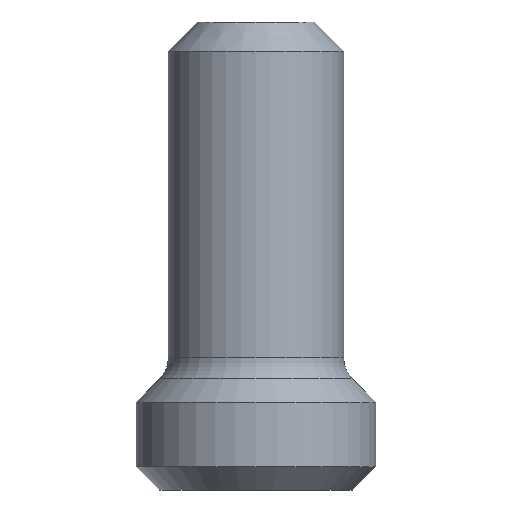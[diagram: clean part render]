
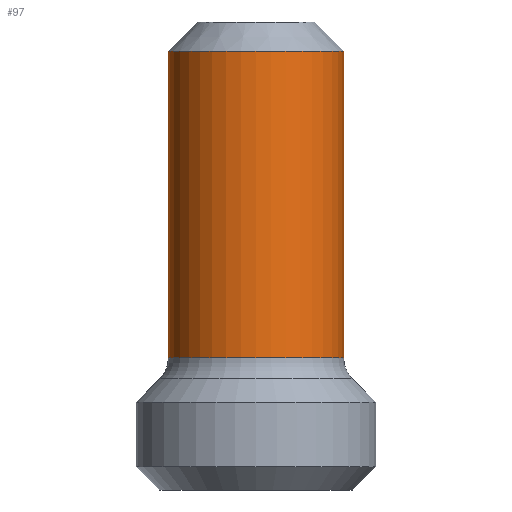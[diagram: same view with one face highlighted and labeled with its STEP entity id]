
A CAD part, front view. The second image highlights one B-rep face of the part: STEP entity #97.
In plain terms, the highlighted cylindrical face has radius 1.5 mm (diameter 3 mm), a partial arc.
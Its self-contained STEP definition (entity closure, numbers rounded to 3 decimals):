
#54=CYLINDRICAL_SURFACE('',#550,1.5);
#97=ADVANCED_FACE('',(#130),#54,.T.);
#130=FACE_OUTER_BOUND('',#159,.T.);
#159=EDGE_LOOP('',(#325,#326,#327,#328));
#181=LINE('',#1066,#203);
#182=LINE('',#1070,#204);
#203=VECTOR('',#678,1.);
#204=VECTOR('',#681,1.);
#325=ORIENTED_EDGE('',*,*,#441,.T.);
#326=ORIENTED_EDGE('',*,*,#438,.F.);
#327=ORIENTED_EDGE('',*,*,#434,.F.);
#328=ORIENTED_EDGE('',*,*,#440,.T.);
#374=VERTEX_POINT('',#1059);
#375=VERTEX_POINT('',#1060);
#376=VERTEX_POINT('',#1067);
#377=VERTEX_POINT('',#1069);
#434=EDGE_CURVE('',#374,#375,#468,.T.);
#438=EDGE_CURVE('',#375,#376,#181,.T.);
#440=EDGE_CURVE('',#374,#377,#182,.T.);
#441=EDGE_CURVE('',#377,#376,#473,.T.);
#468=CIRCLE('',#541,1.5);
#473=CIRCLE('',#549,1.5);
#541=AXIS2_PLACEMENT_3D('',#1058,#666,#667);
#549=AXIS2_PLACEMENT_3D('',#1072,#684,#685);
#550=AXIS2_PLACEMENT_3D('',#1073,#686,#687);
#666=DIRECTION('',(0.,0.,-1.));
#667=DIRECTION('',(1.,0.,0.));
#678=DIRECTION('',(0.,0.,1.));
#681=DIRECTION('',(0.,0.,1.));
#684=DIRECTION('',(0.,0.,-1.));
#685=DIRECTION('',(1.,0.,0.));
#686=DIRECTION('',(0.,0.,1.));
#687=DIRECTION('',(1.,0.,0.));
#1058=CARTESIAN_POINT('',(0.,0.,2.257));
#1059=CARTESIAN_POINT('',(1.5,0.,2.257));
#1060=CARTESIAN_POINT('',(-1.5,0.,2.257));
#1066=CARTESIAN_POINT('',(-1.5,0.,7.5));
#1067=CARTESIAN_POINT('',(-1.5,0.,7.5));
#1069=CARTESIAN_POINT('',(1.5,0.,7.5));
#1070=CARTESIAN_POINT('',(1.5,0.,7.5));
#1072=CARTESIAN_POINT('',(0.,0.,7.5));
#1073=CARTESIAN_POINT('',(0.,0.,-0.4));
